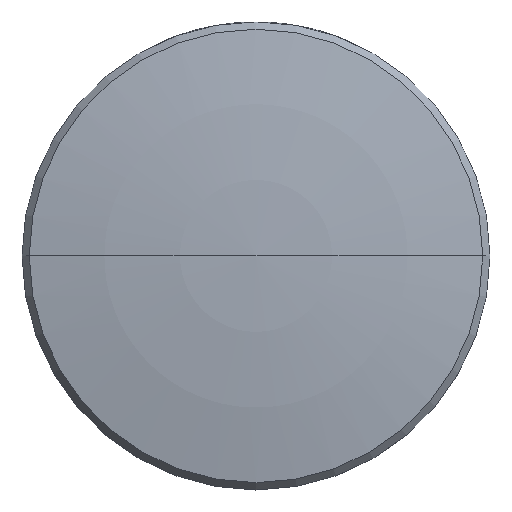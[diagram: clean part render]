
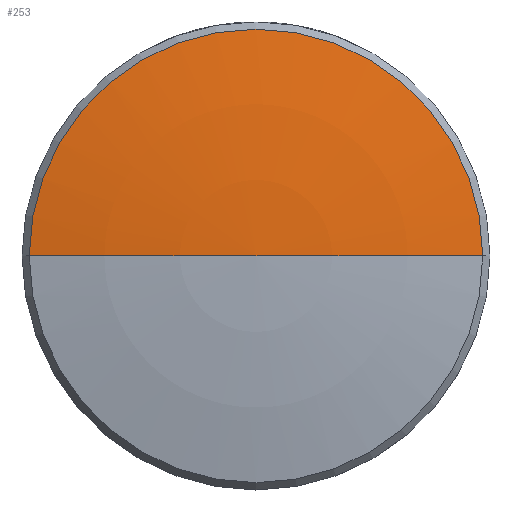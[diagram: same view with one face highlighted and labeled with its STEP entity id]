
A CAD part, top view. The second image highlights one B-rep face of the part: STEP entity #253.
In plain terms, the highlighted toroidal (fillet/blend) face has major radius 0.004 mm and minor radius 34.51 mm.
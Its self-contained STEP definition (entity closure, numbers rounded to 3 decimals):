
#64 = CARTESIAN_POINT ( 'NONE',  ( 3.593, 6.174, -21.458 ) ) ;
#115 = AXIS2_PLACEMENT_3D ( 'NONE', #64, #987, #1298 ) ;
#238 = CIRCLE ( 'NONE', #1373, 6.154 ) ;
#248 = EDGE_CURVE ( 'NONE', #1767, #1737, #952, .T. ) ;
#253 = ADVANCED_FACE ( 'NONE', ( #1196 ), #759, .T. ) ;
#360 = EDGE_CURVE ( 'NONE', #1725, #1767, #238, .T. ) ;
#370 = EDGE_LOOP ( 'NONE', ( #603, #1475, #1945 ) ) ;
#375 = AXIS2_PLACEMENT_3D ( 'NONE', #1122, #1894, #1281 ) ;
#530 = EDGE_CURVE ( 'NONE', #1725, #1737, #1759, .T. ) ;
#576 = DIRECTION ( 'NONE',  ( 0., 0., 1. ) ) ;
#603 = ORIENTED_EDGE ( 'NONE', *, *, #360, .T. ) ;
#759 = TOROIDAL_SURFACE ( 'NONE', #375, -0.004, 34.51 ) ;
#936 = DIRECTION ( 'NONE',  ( 0., 0., -1. ) ) ;
#939 = CARTESIAN_POINT ( 'NONE',  ( 3.589, 6.174, 13.052 ) ) ;
#952 = CIRCLE ( 'NONE', #115, 34.51 ) ;
#987 = DIRECTION ( 'NONE',  ( 0., 1., 0. ) ) ;
#1122 = CARTESIAN_POINT ( 'NONE',  ( 3.589, 6.174, -21.458 ) ) ;
#1174 = AXIS2_PLACEMENT_3D ( 'NONE', #1412, #1256, #936 ) ;
#1196 = FACE_OUTER_BOUND ( 'NONE', #370, .T. ) ;
#1256 = DIRECTION ( 'NONE',  ( 0., -1., 0. ) ) ;
#1281 = DIRECTION ( 'NONE',  ( 1., 0., 0. ) ) ;
#1298 = DIRECTION ( 'NONE',  ( -1., 0., 0. ) ) ;
#1350 = DIRECTION ( 'NONE',  ( -1., 0., 0. ) ) ;
#1373 = AXIS2_PLACEMENT_3D ( 'NONE', #1653, #576, #1350 ) ;
#1412 = CARTESIAN_POINT ( 'NONE',  ( 3.585, 6.174, -21.458 ) ) ;
#1475 = ORIENTED_EDGE ( 'NONE', *, *, #248, .T. ) ;
#1653 = CARTESIAN_POINT ( 'NONE',  ( 3.589, 6.174, 12.498 ) ) ;
#1725 = VERTEX_POINT ( 'NONE', #1819 ) ;
#1737 = VERTEX_POINT ( 'NONE', #939 ) ;
#1759 = CIRCLE ( 'NONE', #1174, 34.51 ) ;
#1767 = VERTEX_POINT ( 'NONE', #1844 ) ;
#1819 = CARTESIAN_POINT ( 'NONE',  ( 9.743, 6.174, 12.498 ) ) ;
#1844 = CARTESIAN_POINT ( 'NONE',  ( -2.565, 6.174, 12.498 ) ) ;
#1894 = DIRECTION ( 'NONE',  ( 0., 0., 1. ) ) ;
#1945 = ORIENTED_EDGE ( 'NONE', *, *, #530, .F. ) ;
